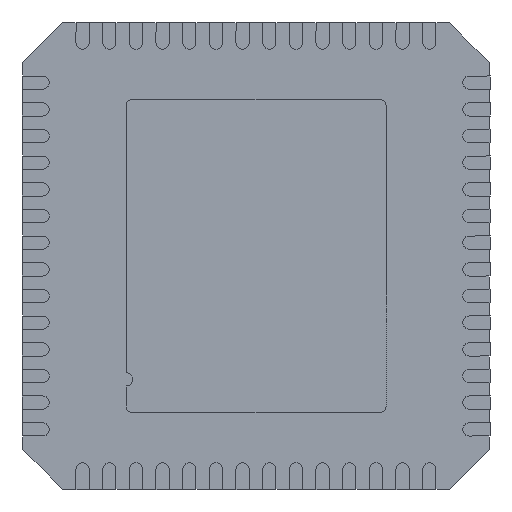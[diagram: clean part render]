
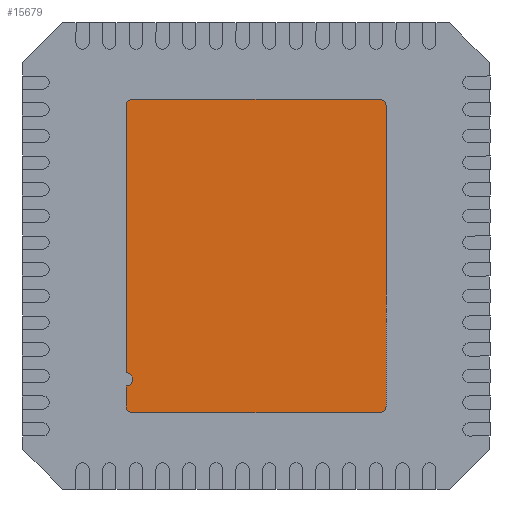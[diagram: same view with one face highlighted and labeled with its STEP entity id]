
A CAD part, front view. The second image highlights one B-rep face of the part: STEP entity #15679.
In plain terms, the highlighted planar face has unit normal (0, -1, 0).
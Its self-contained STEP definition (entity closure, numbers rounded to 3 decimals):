
#175 = CARTESIAN_POINT ( 'NONE',  ( 1.85, -0.01, -2.35 ) ) ;
#390 = AXIS2_PLACEMENT_3D ( 'NONE', #19896, #6534, #11059 ) ;
#533 = DIRECTION ( 'NONE',  ( 0., 0., 1. ) ) ;
#634 = AXIS2_PLACEMENT_3D ( 'NONE', #1797, #1359, #23723 ) ;
#644 = DIRECTION ( 'NONE',  ( 0., -1., 0. ) ) ;
#814 = PLANE ( 'NONE',  #18874 ) ;
#838 = CIRCLE ( 'NONE', #390, 0.1 ) ;
#1226 = ORIENTED_EDGE ( 'NONE', *, *, #22762, .T. ) ;
#1359 = DIRECTION ( 'NONE',  ( 0., 1., 0. ) ) ;
#1555 = DIRECTION ( 'NONE',  ( -1., 0., 0. ) ) ;
#1797 = CARTESIAN_POINT ( 'NONE',  ( -1.95, -0.01, -1.85 ) ) ;
#2208 = CARTESIAN_POINT ( 'NONE',  ( 1.95, -0.01, 2.25 ) ) ;
#2820 = ORIENTED_EDGE ( 'NONE', *, *, #23975, .T. ) ;
#3275 = ORIENTED_EDGE ( 'NONE', *, *, #12590, .T. ) ;
#3732 = CARTESIAN_POINT ( 'NONE',  ( -1.85, -0.01, -2.35 ) ) ;
#4310 = LINE ( 'NONE', #3732, #25892 ) ;
#5282 = AXIS2_PLACEMENT_3D ( 'NONE', #13865, #644, #9519 ) ;
#5326 = DIRECTION ( 'NONE',  ( 0., 1., 0. ) ) ;
#5355 = VERTEX_POINT ( 'NONE', #23072 ) ;
#5406 = CARTESIAN_POINT ( 'NONE',  ( -1.95, -0.01, -1.95 ) ) ;
#5604 = EDGE_CURVE ( 'NONE', #6206, #17778, #16802, .T. ) ;
#5615 = CARTESIAN_POINT ( 'NONE',  ( -1.95, -0.01, -1.75 ) ) ;
#6206 = VERTEX_POINT ( 'NONE', #6825 ) ;
#6237 = AXIS2_PLACEMENT_3D ( 'NONE', #9190, #11514, #18047 ) ;
#6368 = ORIENTED_EDGE ( 'NONE', *, *, #9782, .T. ) ;
#6534 = DIRECTION ( 'NONE',  ( 0., -1., 0. ) ) ;
#6825 = CARTESIAN_POINT ( 'NONE',  ( -1.95, -0.01, 2.25 ) ) ;
#6924 = LINE ( 'NONE', #7063, #11928 ) ;
#7063 = CARTESIAN_POINT ( 'NONE',  ( 1.95, -0.01, -2.25 ) ) ;
#7184 = ORIENTED_EDGE ( 'NONE', *, *, #20624, .T. ) ;
#7245 = ORIENTED_EDGE ( 'NONE', *, *, #22913, .T. ) ;
#7873 = CARTESIAN_POINT ( 'NONE',  ( -1.85, -0.01, -2.35 ) ) ;
#8395 = LINE ( 'NONE', #28274, #26667 ) ;
#8557 = EDGE_CURVE ( 'NONE', #5355, #12449, #6924, .T. ) ;
#8979 = VECTOR ( 'NONE', #14260, 1000. ) ;
#9014 = CIRCLE ( 'NONE', #634, 0.1 ) ;
#9190 = CARTESIAN_POINT ( 'NONE',  ( -1.85, -0.01, 2.25 ) ) ;
#9519 = DIRECTION ( 'NONE',  ( 0., 0., -1. ) ) ;
#9782 = EDGE_CURVE ( 'NONE', #21844, #13913, #4310, .T. ) ;
#11059 = DIRECTION ( 'NONE',  ( 0., 0., 1. ) ) ;
#11192 = EDGE_CURVE ( 'NONE', #13100, #23170, #25294, .T. ) ;
#11514 = DIRECTION ( 'NONE',  ( 0., -1., 0. ) ) ;
#11758 = CIRCLE ( 'NONE', #14536, 0.1 ) ;
#11866 = DIRECTION ( 'NONE',  ( 0., 0., -1. ) ) ;
#11921 = DIRECTION ( 'NONE',  ( 0., -1., 0. ) ) ;
#11928 = VECTOR ( 'NONE', #22464, 1000. ) ;
#12449 = VERTEX_POINT ( 'NONE', #2208 ) ;
#12590 = EDGE_CURVE ( 'NONE', #12449, #23060, #11758, .T. ) ;
#12595 = DIRECTION ( 'NONE',  ( 1., 0., 0. ) ) ;
#13100 = VERTEX_POINT ( 'NONE', #26809 ) ;
#13758 = FACE_OUTER_BOUND ( 'NONE', #18242, .T. ) ;
#13865 = CARTESIAN_POINT ( 'NONE',  ( 1.85, -0.01, -2.25 ) ) ;
#13913 = VERTEX_POINT ( 'NONE', #175 ) ;
#14092 = CIRCLE ( 'NONE', #5282, 0.1 ) ;
#14169 = ORIENTED_EDGE ( 'NONE', *, *, #11192, .T. ) ;
#14260 = DIRECTION ( 'NONE',  ( 0., 0., -1. ) ) ;
#14536 = AXIS2_PLACEMENT_3D ( 'NONE', #16567, #11921, #25421 ) ;
#15679 = ADVANCED_FACE ( 'NONE', ( #13758 ), #814, .F. ) ;
#16567 = CARTESIAN_POINT ( 'NONE',  ( 1.85, -0.01, 2.25 ) ) ;
#16632 = CARTESIAN_POINT ( 'NONE',  ( -1.85, -0.01, 2.35 ) ) ;
#16802 = LINE ( 'NONE', #5615, #26238 ) ;
#17685 = CARTESIAN_POINT ( 'NONE',  ( -1.95, -0.01, -1.75 ) ) ;
#17778 = VERTEX_POINT ( 'NONE', #17685 ) ;
#18047 = DIRECTION ( 'NONE',  ( 0., 0., -1. ) ) ;
#18242 = EDGE_LOOP ( 'NONE', ( #7184, #14169, #26580, #6368, #1226, #25248, #3275, #2820, #7245, #18393 ) ) ;
#18393 = ORIENTED_EDGE ( 'NONE', *, *, #5604, .T. ) ;
#18673 = EDGE_CURVE ( 'NONE', #23170, #21844, #838, .T. ) ;
#18744 = CIRCLE ( 'NONE', #6237, 0.1 ) ;
#18874 = AXIS2_PLACEMENT_3D ( 'NONE', #22610, #5326, #533 ) ;
#19896 = CARTESIAN_POINT ( 'NONE',  ( -1.85, -0.01, -2.25 ) ) ;
#20624 = EDGE_CURVE ( 'NONE', #17778, #13100, #9014, .T. ) ;
#21844 = VERTEX_POINT ( 'NONE', #7873 ) ;
#22032 = CARTESIAN_POINT ( 'NONE',  ( 1.85, -0.01, 2.35 ) ) ;
#22464 = DIRECTION ( 'NONE',  ( 0., 0., 1. ) ) ;
#22610 = CARTESIAN_POINT ( 'NONE',  ( -1.95, -0.01, -1.85 ) ) ;
#22707 = CARTESIAN_POINT ( 'NONE',  ( -1.95, -0.01, -2.25 ) ) ;
#22762 = EDGE_CURVE ( 'NONE', #13913, #5355, #14092, .T. ) ;
#22913 = EDGE_CURVE ( 'NONE', #24235, #6206, #18744, .T. ) ;
#23060 = VERTEX_POINT ( 'NONE', #22032 ) ;
#23072 = CARTESIAN_POINT ( 'NONE',  ( 1.95, -0.01, -2.25 ) ) ;
#23170 = VERTEX_POINT ( 'NONE', #22707 ) ;
#23723 = DIRECTION ( 'NONE',  ( 0., 0., 1. ) ) ;
#23975 = EDGE_CURVE ( 'NONE', #23060, #24235, #8395, .T. ) ;
#24235 = VERTEX_POINT ( 'NONE', #16632 ) ;
#25248 = ORIENTED_EDGE ( 'NONE', *, *, #8557, .T. ) ;
#25294 = LINE ( 'NONE', #5406, #8979 ) ;
#25421 = DIRECTION ( 'NONE',  ( 0., 0., -1. ) ) ;
#25892 = VECTOR ( 'NONE', #12595, 1000. ) ;
#26238 = VECTOR ( 'NONE', #11866, 1000. ) ;
#26580 = ORIENTED_EDGE ( 'NONE', *, *, #18673, .T. ) ;
#26667 = VECTOR ( 'NONE', #1555, 1000. ) ;
#26809 = CARTESIAN_POINT ( 'NONE',  ( -1.95, -0.01, -1.95 ) ) ;
#28274 = CARTESIAN_POINT ( 'NONE',  ( 1.85, -0.01, 2.35 ) ) ;
